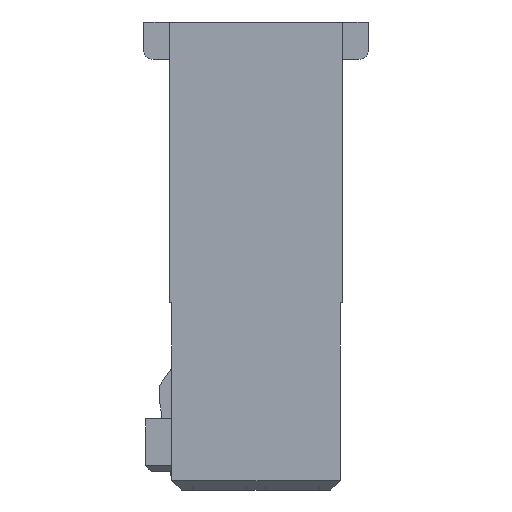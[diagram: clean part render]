
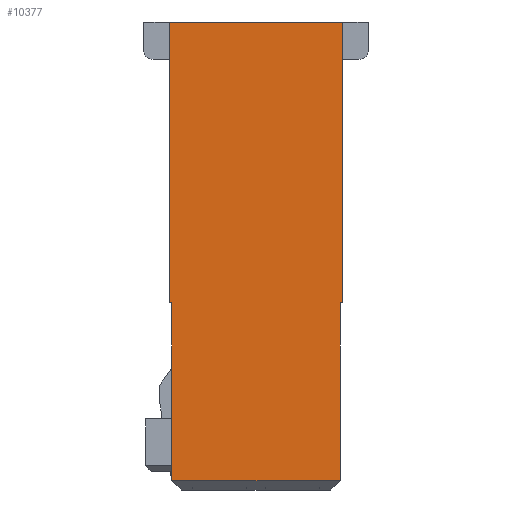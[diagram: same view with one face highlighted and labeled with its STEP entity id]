
A CAD part, left-side view. The second image highlights one B-rep face of the part: STEP entity #10377.
In plain terms, the highlighted planar face has unit normal (-1, 0, 0).
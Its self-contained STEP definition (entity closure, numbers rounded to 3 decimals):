
#2446=ORIENTED_EDGE('',*,*,#3078,.T.);
#2447=ORIENTED_EDGE('',*,*,#4162,.T.);
#2448=ORIENTED_EDGE('',*,*,#4420,.T.);
#2449=ORIENTED_EDGE('',*,*,#4413,.T.);
#2450=ORIENTED_EDGE('',*,*,#3161,.T.);
#2451=ORIENTED_EDGE('',*,*,#4421,.T.);
#2452=ORIENTED_EDGE('',*,*,#3322,.T.);
#2453=ORIENTED_EDGE('',*,*,#4419,.T.);
#3078=EDGE_CURVE('',#4555,#4554,#5518,.T.);
#3161=EDGE_CURVE('',#4633,#4632,#5599,.T.);
#3322=EDGE_CURVE('',#4729,#4728,#5734,.T.);
#4162=EDGE_CURVE('',#4554,#5320,#6552,.T.);
#4413=EDGE_CURVE('',#5448,#4633,#6803,.T.);
#4419=EDGE_CURVE('',#4728,#4555,#6809,.T.);
#4420=EDGE_CURVE('',#5320,#5448,#6810,.T.);
#4421=EDGE_CURVE('',#4632,#4729,#6811,.T.);
#4554=VERTEX_POINT('',#13673);
#4555=VERTEX_POINT('',#13675);
#4632=VERTEX_POINT('',#13840);
#4633=VERTEX_POINT('',#13842);
#4728=VERTEX_POINT('',#14163);
#4729=VERTEX_POINT('',#14165);
#5320=VERTEX_POINT('',#15884);
#5448=VERTEX_POINT('',#16345);
#5518=LINE('',#13674,#6942);
#5599=LINE('',#13841,#7023);
#5734=LINE('',#14164,#7158);
#6552=LINE('',#15885,#7976);
#6803=LINE('',#16344,#8227);
#6809=LINE('',#16354,#8233);
#6810=LINE('',#16356,#8234);
#6811=LINE('',#16357,#8235);
#6942=VECTOR('',#11073,1000.);
#7023=VECTOR('',#11170,1000.);
#7158=VECTOR('',#11489,1000.);
#7976=VECTOR('',#12929,1000.);
#8227=VECTOR('',#13342,1000.);
#8233=VECTOR('',#13354,1000.);
#8234=VECTOR('',#13357,1000.);
#8235=VECTOR('',#13358,1000.);
#8800=EDGE_LOOP('',(#2446,#2447,#2448,#2449,#2450,#2451,#2452,#2453));
#9346=FACE_BOUND('',#8800,.T.);
#9855=PLANE('',#10965);
#10377=ADVANCED_FACE('',(#9346),#9855,.T.);
#10965=AXIS2_PLACEMENT_3D('',#16355,#13355,#13356);
#11073=DIRECTION('',(0.,0.,-1.));
#11170=DIRECTION('',(0.,0.,1.));
#11489=DIRECTION('',(0.,0.,-1.));
#12929=DIRECTION('',(0.,-1.,0.));
#13342=DIRECTION('',(0.,-1.,0.));
#13354=DIRECTION('',(0.,-1.,0.));
#13355=DIRECTION('',(-1.,0.,0.));
#13356=DIRECTION('',(0.,0.,1.));
#13357=DIRECTION('',(0.,0.,1.));
#13358=DIRECTION('',(0.,1.,0.));
#13673=CARTESIAN_POINT('',(-17.5,4.5,-12.));
#13674=CARTESIAN_POINT('',(-17.5,4.5,-2.5));
#13675=CARTESIAN_POINT('',(-17.5,4.5,-2.5));
#13840=CARTESIAN_POINT('',(-17.5,-4.625,12.5));
#13841=CARTESIAN_POINT('',(-17.5,-4.625,12.5));
#13842=CARTESIAN_POINT('',(-17.5,-4.625,-2.5));
#14163=CARTESIAN_POINT('',(-17.5,4.625,-2.5));
#14164=CARTESIAN_POINT('',(-17.5,4.625,12.5));
#14165=CARTESIAN_POINT('',(-17.5,4.625,12.5));
#15884=CARTESIAN_POINT('',(-17.5,-4.5,-12.));
#15885=CARTESIAN_POINT('',(-17.5,-4.5,-12.));
#16344=CARTESIAN_POINT('',(-17.5,-4.625,-2.5));
#16345=CARTESIAN_POINT('',(-17.5,-4.5,-2.5));
#16354=CARTESIAN_POINT('',(-17.5,4.625,-2.5));
#16355=CARTESIAN_POINT('',(-17.5,0.,0.));
#16356=CARTESIAN_POINT('',(-17.5,-4.5,-2.5));
#16357=CARTESIAN_POINT('',(-17.5,4.625,12.5));
